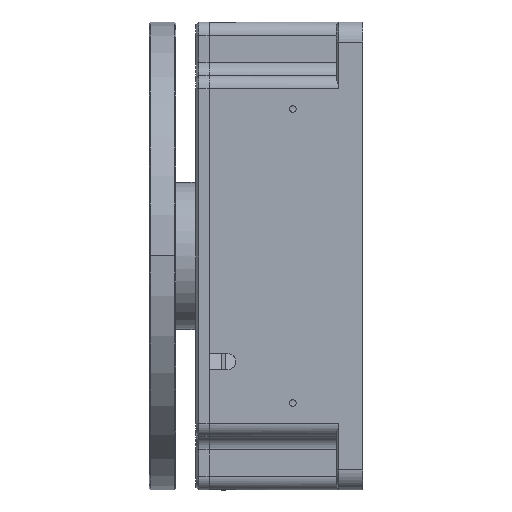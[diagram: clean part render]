
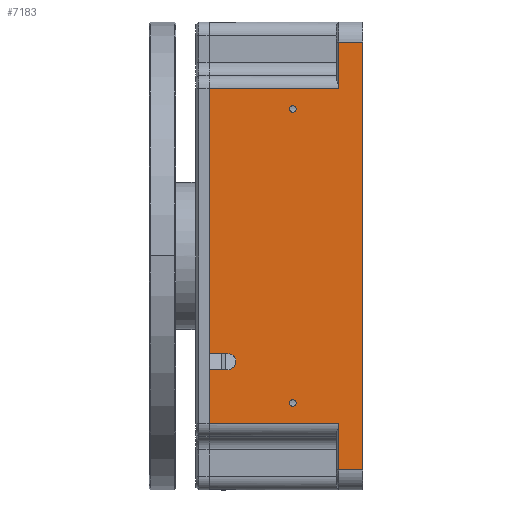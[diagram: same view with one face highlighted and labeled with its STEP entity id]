
A CAD part, left-side view. The second image highlights one B-rep face of the part: STEP entity #7183.
In plain terms, the highlighted planar face has unit normal (-1, 0, 0).
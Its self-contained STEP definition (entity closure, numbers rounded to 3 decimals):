
#9 = DIRECTION ( 'NONE',  ( 1., 0., 0. ) ) ;
#309 = ORIENTED_EDGE ( 'NONE', *, *, #7914, .T. ) ;
#346 = CARTESIAN_POINT ( 'NONE',  ( -17.5, 11.5, -8.5 ) ) ;
#389 = LINE ( 'NONE', #4005, #8804 ) ;
#521 = VECTOR ( 'NONE', #3109, 1000. ) ;
#663 = VECTOR ( 'NONE', #1558, 1000. ) ;
#742 = EDGE_CURVE ( 'NONE', #6976, #4279, #10047, .T. ) ;
#925 = CARTESIAN_POINT ( 'NONE',  ( -17.5, 11.5, -12.5 ) ) ;
#931 = ORIENTED_EDGE ( 'NONE', *, *, #1397, .F. ) ;
#942 = VERTEX_POINT ( 'NONE', #6744 ) ;
#1042 = FACE_OUTER_BOUND ( 'NONE', #6118, .T. ) ;
#1179 = LINE ( 'NONE', #8267, #1641 ) ;
#1196 = VERTEX_POINT ( 'NONE', #4785 ) ;
#1233 = DIRECTION ( 'NONE',  ( 0., -1., 0. ) ) ;
#1310 = CARTESIAN_POINT ( 'NONE',  ( -17.5, 10.1, -7.3 ) ) ;
#1320 = DIRECTION ( 'NONE',  ( 0., 0., -1. ) ) ;
#1394 = CARTESIAN_POINT ( 'NONE',  ( -17.5, 5.25, 11. ) ) ;
#1397 = EDGE_CURVE ( 'NONE', #1196, #6795, #7366, .T. ) ;
#1479 = EDGE_LOOP ( 'NONE', ( #3437, #1924 ) ) ;
#1492 = LINE ( 'NONE', #6232, #8654 ) ;
#1558 = DIRECTION ( 'NONE',  ( 0., 0., -1. ) ) ;
#1578 = CARTESIAN_POINT ( 'NONE',  ( -17.5, 11.5, 12.5 ) ) ;
#1641 = VECTOR ( 'NONE', #1233, 1000. ) ;
#1642 = AXIS2_PLACEMENT_3D ( 'NONE', #5049, #9579, #1320 ) ;
#1701 = ORIENTED_EDGE ( 'NONE', *, *, #11361, .T. ) ;
#1777 = EDGE_CURVE ( 'NONE', #2233, #6943, #8602, .T. ) ;
#1779 = EDGE_CURVE ( 'NONE', #11258, #3947, #389, .T. ) ;
#1924 = ORIENTED_EDGE ( 'NONE', *, *, #2364, .F. ) ;
#2032 = CIRCLE ( 'NONE', #2964, 0.6 ) ;
#2153 = DIRECTION ( 'NONE',  ( 1., 0., 0. ) ) ;
#2213 = EDGE_CURVE ( 'NONE', #5954, #2986, #10275, .T. ) ;
#2233 = VERTEX_POINT ( 'NONE', #1310 ) ;
#2280 = CARTESIAN_POINT ( 'NONE',  ( -17.5, 5.25, -11. ) ) ;
#2347 = DIRECTION ( 'NONE',  ( -1., 0., 0. ) ) ;
#2364 = EDGE_CURVE ( 'NONE', #942, #3412, #10792, .T. ) ;
#2451 = CARTESIAN_POINT ( 'NONE',  ( -17.5, 1.8, -17.5 ) ) ;
#2504 = CARTESIAN_POINT ( 'NONE',  ( -17.5, 5.25, 11. ) ) ;
#2746 = ORIENTED_EDGE ( 'NONE', *, *, #9075, .T. ) ;
#2908 = DIRECTION ( 'NONE',  ( 0., 1., 0. ) ) ;
#2941 = CARTESIAN_POINT ( 'NONE',  ( -17.5, 11.5, -17.5 ) ) ;
#2964 = AXIS2_PLACEMENT_3D ( 'NONE', #8101, #9, #4618 ) ;
#2986 = VERTEX_POINT ( 'NONE', #346 ) ;
#3109 = DIRECTION ( 'NONE',  ( 0., 0., 1. ) ) ;
#3200 = AXIS2_PLACEMENT_3D ( 'NONE', #1394, #2347, #5008 ) ;
#3412 = VERTEX_POINT ( 'NONE', #8808 ) ;
#3437 = ORIENTED_EDGE ( 'NONE', *, *, #6924, .F. ) ;
#3914 = CARTESIAN_POINT ( 'NONE',  ( -17.5, 11.5, -17.5 ) ) ;
#3947 = VERTEX_POINT ( 'NONE', #7092 ) ;
#3977 = LINE ( 'NONE', #3914, #5926 ) ;
#4005 = CARTESIAN_POINT ( 'NONE',  ( -17.5, 1.8, -16. ) ) ;
#4212 = CARTESIAN_POINT ( 'NONE',  ( -17.5, 11.5, -16. ) ) ;
#4238 = ORIENTED_EDGE ( 'NONE', *, *, #8214, .F. ) ;
#4279 = VERTEX_POINT ( 'NONE', #1578 ) ;
#4283 = LINE ( 'NONE', #2451, #663 ) ;
#4461 = DIRECTION ( 'NONE',  ( 0., 0., 1. ) ) ;
#4577 = ORIENTED_EDGE ( 'NONE', *, *, #6060, .F. ) ;
#4618 = DIRECTION ( 'NONE',  ( 0., 0., -1. ) ) ;
#4629 = ORIENTED_EDGE ( 'NONE', *, *, #9776, .F. ) ;
#4785 = CARTESIAN_POINT ( 'NONE',  ( -17.5, 5.25, 11.25 ) ) ;
#4833 = CARTESIAN_POINT ( 'NONE',  ( -17.5, 1.8, 16. ) ) ;
#4867 = DIRECTION ( 'NONE',  ( 0., 1., 0. ) ) ;
#4934 = DIRECTION ( 'NONE',  ( 0., 0., -1. ) ) ;
#5008 = DIRECTION ( 'NONE',  ( 0., 0., 1. ) ) ;
#5049 = CARTESIAN_POINT ( 'NONE',  ( -17.5, 10.1, -7.9 ) ) ;
#5345 = DIRECTION ( 'NONE',  ( 0., 0., 1. ) ) ;
#5392 = LINE ( 'NONE', #4212, #10656 ) ;
#5579 = LINE ( 'NONE', #7346, #7992 ) ;
#5606 = VERTEX_POINT ( 'NONE', #4833 ) ;
#5714 = VECTOR ( 'NONE', #4867, 1000. ) ;
#5833 = EDGE_LOOP ( 'NONE', ( #931, #4577 ) ) ;
#5856 = CIRCLE ( 'NONE', #9243, 0.25 ) ;
#5926 = VECTOR ( 'NONE', #7565, 1000. ) ;
#5954 = VERTEX_POINT ( 'NONE', #7584 ) ;
#6060 = EDGE_CURVE ( 'NONE', #6795, #1196, #10199, .T. ) ;
#6118 = EDGE_LOOP ( 'NONE', ( #7044, #9673, #309, #1701, #7113, #8608, #11179, #4238, #9233, #6901, #2746, #8914, #4629 ) ) ;
#6232 = CARTESIAN_POINT ( 'NONE',  ( -17.5, 0., -17.5 ) ) ;
#6618 = VERTEX_POINT ( 'NONE', #8864 ) ;
#6645 = FACE_BOUND ( 'NONE', #5833, .T. ) ;
#6681 = CARTESIAN_POINT ( 'NONE',  ( -17.5, 11.5, -12.5 ) ) ;
#6744 = CARTESIAN_POINT ( 'NONE',  ( -17.5, 5.25, -11.25 ) ) ;
#6795 = VERTEX_POINT ( 'NONE', #8161 ) ;
#6901 = ORIENTED_EDGE ( 'NONE', *, *, #1777, .T. ) ;
#6924 = EDGE_CURVE ( 'NONE', #3412, #942, #5856, .T. ) ;
#6943 = VERTEX_POINT ( 'NONE', #11201 ) ;
#6976 = VERTEX_POINT ( 'NONE', #8592 ) ;
#6983 = DIRECTION ( 'NONE',  ( 0., -1., 0. ) ) ;
#7044 = ORIENTED_EDGE ( 'NONE', *, *, #10116, .T. ) ;
#7092 = CARTESIAN_POINT ( 'NONE',  ( -17.5, 1.8, -16. ) ) ;
#7113 = ORIENTED_EDGE ( 'NONE', *, *, #11434, .T. ) ;
#7114 = DIRECTION ( 'NONE',  ( -1., 0., 0. ) ) ;
#7139 = VECTOR ( 'NONE', #10905, 1000. ) ;
#7183 = ADVANCED_FACE ( 'NONE', ( #1042, #9238, #6645 ), #9125, .F. ) ;
#7287 = DIRECTION ( 'NONE',  ( 0., 1., 0. ) ) ;
#7346 = CARTESIAN_POINT ( 'NONE',  ( -17.5, 11.5, 16. ) ) ;
#7366 = CIRCLE ( 'NONE', #3200, 0.25 ) ;
#7534 = EDGE_CURVE ( 'NONE', #5606, #6976, #4283, .T. ) ;
#7565 = DIRECTION ( 'NONE',  ( 0., 0., 1. ) ) ;
#7582 = CARTESIAN_POINT ( 'NONE',  ( -17.5, 1.8, -12.5 ) ) ;
#7584 = CARTESIAN_POINT ( 'NONE',  ( -17.5, 10.1, -8.5 ) ) ;
#7626 = CARTESIAN_POINT ( 'NONE',  ( -17.5, 0., 16. ) ) ;
#7736 = VERTEX_POINT ( 'NONE', #9394 ) ;
#7768 = AXIS2_PLACEMENT_3D ( 'NONE', #8930, #7993, #4461 ) ;
#7914 = EDGE_CURVE ( 'NONE', #3947, #6618, #5392, .T. ) ;
#7992 = VECTOR ( 'NONE', #7287, 1000. ) ;
#7993 = DIRECTION ( 'NONE',  ( -1., 0., 0. ) ) ;
#8020 = AXIS2_PLACEMENT_3D ( 'NONE', #9065, #2153, #10902 ) ;
#8101 = CARTESIAN_POINT ( 'NONE',  ( -17.5, 10.1, -7.9 ) ) ;
#8161 = CARTESIAN_POINT ( 'NONE',  ( -17.5, 5.25, 10.75 ) ) ;
#8214 = EDGE_CURVE ( 'NONE', #7736, #4279, #3977, .T. ) ;
#8267 = CARTESIAN_POINT ( 'NONE',  ( -17.5, 11.5, -7.3 ) ) ;
#8592 = CARTESIAN_POINT ( 'NONE',  ( -17.5, 1.8, 12.5 ) ) ;
#8602 = CIRCLE ( 'NONE', #1642, 0.6 ) ;
#8608 = ORIENTED_EDGE ( 'NONE', *, *, #7534, .T. ) ;
#8654 = VECTOR ( 'NONE', #8932, 1000. ) ;
#8804 = VECTOR ( 'NONE', #4934, 1000. ) ;
#8808 = CARTESIAN_POINT ( 'NONE',  ( -17.5, 5.25, -10.75 ) ) ;
#8864 = CARTESIAN_POINT ( 'NONE',  ( -17.5, 0., -16. ) ) ;
#8914 = ORIENTED_EDGE ( 'NONE', *, *, #2213, .T. ) ;
#8930 = CARTESIAN_POINT ( 'NONE',  ( -17.5, 5.25, -11. ) ) ;
#8932 = DIRECTION ( 'NONE',  ( 0., 0., 1. ) ) ;
#9065 = CARTESIAN_POINT ( 'NONE',  ( -17.5, 11.5, -17.5 ) ) ;
#9075 = EDGE_CURVE ( 'NONE', #6943, #5954, #2032, .T. ) ;
#9125 = PLANE ( 'NONE',  #8020 ) ;
#9217 = EDGE_CURVE ( 'NONE', #7736, #2233, #1179, .T. ) ;
#9225 = CARTESIAN_POINT ( 'NONE',  ( -17.5, 11.5, 12.5 ) ) ;
#9233 = ORIENTED_EDGE ( 'NONE', *, *, #9217, .T. ) ;
#9238 = FACE_BOUND ( 'NONE', #1479, .T. ) ;
#9243 = AXIS2_PLACEMENT_3D ( 'NONE', #2280, #10540, #10412 ) ;
#9394 = CARTESIAN_POINT ( 'NONE',  ( -17.5, 11.5, -7.3 ) ) ;
#9399 = CARTESIAN_POINT ( 'NONE',  ( -17.5, 11.5, -8.5 ) ) ;
#9579 = DIRECTION ( 'NONE',  ( 1., 0., 0. ) ) ;
#9673 = ORIENTED_EDGE ( 'NONE', *, *, #1779, .T. ) ;
#9776 = EDGE_CURVE ( 'NONE', #10493, #2986, #11149, .T. ) ;
#9967 = VECTOR ( 'NONE', #2908, 1000. ) ;
#10047 = LINE ( 'NONE', #9225, #9967 ) ;
#10116 = EDGE_CURVE ( 'NONE', #10493, #11258, #11620, .T. ) ;
#10199 = CIRCLE ( 'NONE', #10775, 0.25 ) ;
#10275 = LINE ( 'NONE', #9399, #5714 ) ;
#10412 = DIRECTION ( 'NONE',  ( 0., 0., 1. ) ) ;
#10493 = VERTEX_POINT ( 'NONE', #6681 ) ;
#10540 = DIRECTION ( 'NONE',  ( -1., 0., 0. ) ) ;
#10656 = VECTOR ( 'NONE', #6983, 1000. ) ;
#10775 = AXIS2_PLACEMENT_3D ( 'NONE', #2504, #7114, #5345 ) ;
#10792 = CIRCLE ( 'NONE', #7768, 0.25 ) ;
#10902 = DIRECTION ( 'NONE',  ( 0., 0., -1. ) ) ;
#10905 = DIRECTION ( 'NONE',  ( 0., -1., 0. ) ) ;
#11149 = LINE ( 'NONE', #2941, #521 ) ;
#11179 = ORIENTED_EDGE ( 'NONE', *, *, #742, .T. ) ;
#11201 = CARTESIAN_POINT ( 'NONE',  ( -17.5, 9.5, -7.9 ) ) ;
#11258 = VERTEX_POINT ( 'NONE', #7582 ) ;
#11361 = EDGE_CURVE ( 'NONE', #6618, #11630, #1492, .T. ) ;
#11434 = EDGE_CURVE ( 'NONE', #11630, #5606, #5579, .T. ) ;
#11620 = LINE ( 'NONE', #925, #7139 ) ;
#11630 = VERTEX_POINT ( 'NONE', #7626 ) ;
